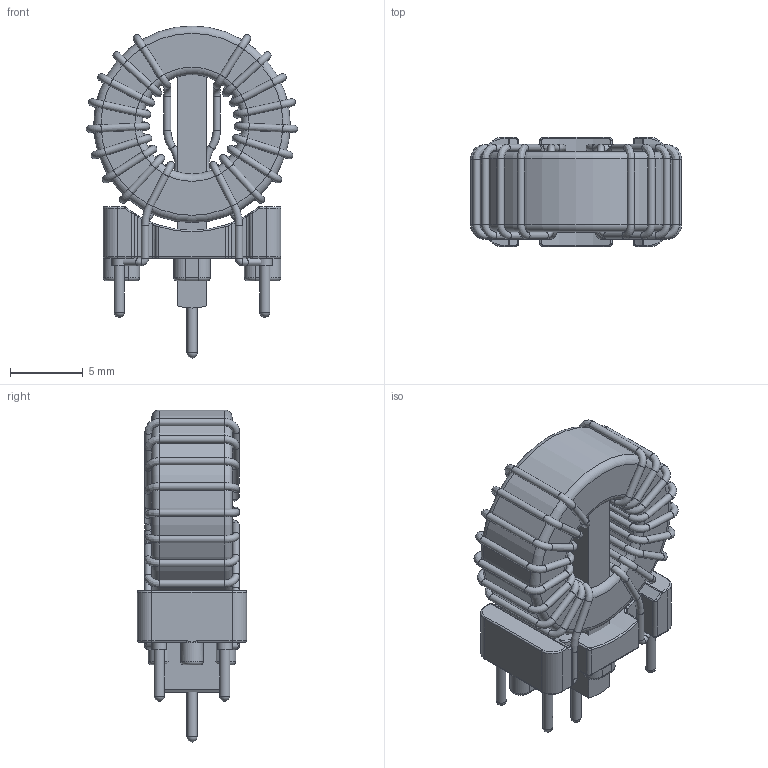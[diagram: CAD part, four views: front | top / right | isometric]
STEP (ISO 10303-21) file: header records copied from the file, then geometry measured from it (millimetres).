
FILE_DESCRIPTION( ( 'Unknown' ), '1' );
FILE_NAME( '744841330.stp', 'Unknown', ( 'Unknown' ), ( 'Unknown' ), 'XStep 1.0', 'Unknown', ' ' );
FILE_SCHEMA( ( 'automotive_design' ) );
Length unit declared in the file: millimetre
Products named in the file (7): Assem1; 744841330; Steg; Pin
Bounding box: 14.51 x 7.5 x 22.8 mm (x, y, z)
Volume: 1907.1 mm3; surface area: 3215.5 mm2
Topology: 15 solids, 15 shells, 767 faces, 1611 edges, 875 vertices
Faces by surface type: cylinder 341, torus 196, plane 113, bspline 104, sphere 13
Full cylindrical faces by diameter (mm): 0.5 x160, 0.62 x13, 0.7 x5, 1 x5, 6.84 x2, 13.5 x2
Entity records: 18194 total; most frequent: CARTESIAN_POINT 8013, DIRECTION 1630, ORIENTED_EDGE 1204, AXIS2_PLACEMENT_3D 733, EDGE_CURVE 602, EDGE_LOOP 560, FACE_OUTER_BOUND 550, VERTEX_POINT 426
